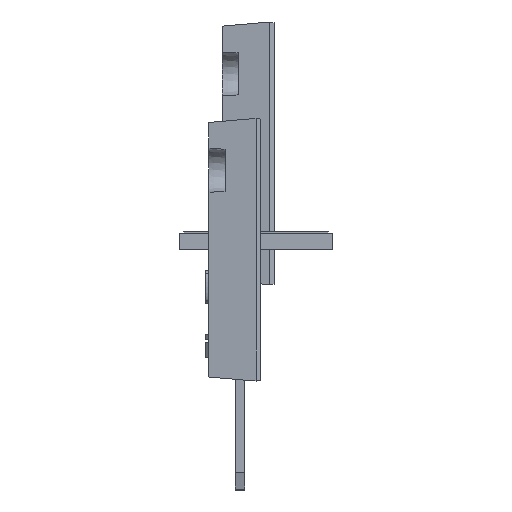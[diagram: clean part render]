
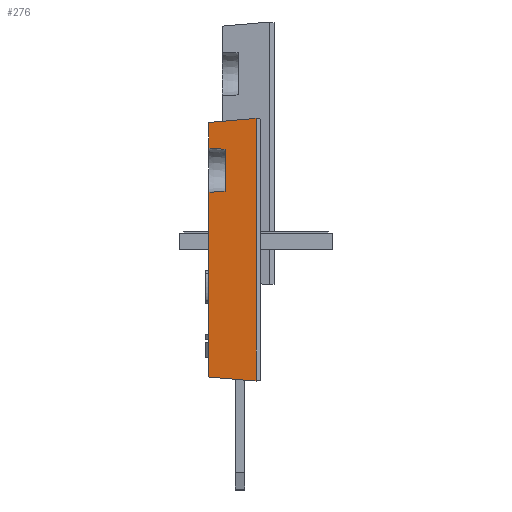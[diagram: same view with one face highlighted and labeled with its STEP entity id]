
A CAD part, left-side view. The second image highlights one B-rep face of the part: STEP entity #276.
In plain terms, the highlighted planar face has unit normal (-0.996, 0.087, 0).
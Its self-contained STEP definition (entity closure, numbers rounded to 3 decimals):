
#276 = ADVANCED_FACE( '', ( #668 ), #669, .T. );
#668 = FACE_OUTER_BOUND( '', #1196, .T. );
#669 = PLANE( '', #1197 );
#1196 = EDGE_LOOP( '', ( #1929, #1930, #1931, #1932, #1933, #1934, #1935, #1936 ) );
#1197 = AXIS2_PLACEMENT_3D( '', #1937, #1938, #1939 );
#1929 = ORIENTED_EDGE( '', *, *, #3403, .T. );
#1930 = ORIENTED_EDGE( '', *, *, #3269, .T. );
#1931 = ORIENTED_EDGE( '', *, *, #3256, .F. );
#1932 = ORIENTED_EDGE( '', *, *, #3268, .T. );
#1933 = ORIENTED_EDGE( '', *, *, #3404, .T. );
#1934 = ORIENTED_EDGE( '', *, *, #3405, .T. );
#1935 = ORIENTED_EDGE( '', *, *, #3406, .F. );
#1936 = ORIENTED_EDGE( '', *, *, #3407, .F. );
#1937 = CARTESIAN_POINT( '', ( -5.2, 0., 0. ) );
#1938 = DIRECTION( '', ( -0.996, 0.087, 0. ) );
#1939 = DIRECTION( '', ( -0.087, -0.996, 0. ) );
#3256 = EDGE_CURVE( '', #3870, #3871, #3872, .T. );
#3268 = EDGE_CURVE( '', #3870, #3889, #3892, .F. );
#3269 = EDGE_CURVE( '', #3890, #3871, #3893, .F. );
#3403 = EDGE_CURVE( '', #4118, #3890, #4119, .T. );
#3404 = EDGE_CURVE( '', #3889, #4120, #4121, .T. );
#3405 = EDGE_CURVE( '', #4120, #3932, #4122, .T. );
#3406 = EDGE_CURVE( '', #4123, #3932, #4124, .F. );
#3407 = EDGE_CURVE( '', #4118, #4123, #4125, .T. );
#3870 = VERTEX_POINT( '', #4754 );
#3871 = VERTEX_POINT( '', #4755 );
#3872 = LINE( '', #4756, #4757 );
#3889 = VERTEX_POINT( '', #4814 );
#3890 = VERTEX_POINT( '', #4815 );
#3892 = ELLIPSE( '', #4817, 24.201, 1.689 );
#3893 = ELLIPSE( '', #4818, 24.201, 1.689 );
#3932 = VERTEX_POINT( '', #4872 );
#4118 = VERTEX_POINT( '', #5144 );
#4119 = LINE( '', #5145, #5146 );
#4120 = VERTEX_POINT( '', #5147 );
#4121 = LINE( '', #5148, #5149 );
#4122 = LINE( '', #5150, #5151 );
#4123 = VERTEX_POINT( '', #5152 );
#4124 = LINE( '', #5153, #5154 );
#4125 = LINE( '', #5155, #5156 );
#4754 = CARTESIAN_POINT( '', ( -5.034, 1.9, 3.603 ) );
#4755 = CARTESIAN_POINT( '', ( -5.034, 1.9, 6.197 ) );
#4756 = CARTESIAN_POINT( '', ( -5.034, 1.9, 0. ) );
#4757 = VECTOR( '', #6172, 1000. );
#4814 = CARTESIAN_POINT( '', ( -4.946, 2.9, 3.548 ) );
#4815 = CARTESIAN_POINT( '', ( -4.946, 2.9, 6.252 ) );
#4817 = AXIS2_PLACEMENT_3D( '', #6183, #6184, #6185 );
#4818 = AXIS2_PLACEMENT_3D( '', #6186, #6187, #6188 );
#4872 = CARTESIAN_POINT( '', ( -5.2, 0., -8.1 ) );
#5144 = CARTESIAN_POINT( '', ( -4.946, 2.9, 7.846 ) );
#5145 = CARTESIAN_POINT( '', ( -4.946, 2.9, 8.1 ) );
#5146 = VECTOR( '', #6309, 1000. );
#5147 = CARTESIAN_POINT( '', ( -4.946, 2.9, -7.846 ) );
#5148 = CARTESIAN_POINT( '', ( -4.946, 2.9, 8.1 ) );
#5149 = VECTOR( '', #6310, 1000. );
#5150 = CARTESIAN_POINT( '', ( -5.139, 0.698, -8.039 ) );
#5151 = VECTOR( '', #6311, 1000. );
#5152 = CARTESIAN_POINT( '', ( -5.2, 0., 8.1 ) );
#5153 = CARTESIAN_POINT( '', ( -5.2, 0., 0. ) );
#5154 = VECTOR( '', #6312, 1000. );
#5155 = CARTESIAN_POINT( '', ( -5.161, 0.448, 8.061 ) );
#5156 = VECTOR( '', #6313, 1000. );
#6172 = DIRECTION( '', ( 0., 0., 1. ) );
#6183 = CARTESIAN_POINT( '', ( -3.683, 17.342, 4.9 ) );
#6184 = DIRECTION( '', ( -0.996, 0.087, 0. ) );
#6185 = DIRECTION( '', ( 0.087, 0.996, 0. ) );
#6186 = CARTESIAN_POINT( '', ( -3.683, 17.342, 4.9 ) );
#6187 = DIRECTION( '', ( -0.996, 0.087, 0. ) );
#6188 = DIRECTION( '', ( 0.087, 0.996, 0. ) );
#6309 = DIRECTION( '', ( 0., 0., -1. ) );
#6310 = DIRECTION( '', ( 0., 0., -1. ) );
#6311 = DIRECTION( '', ( -0.087, -0.992, -0.087 ) );
#6312 = DIRECTION( '', ( 0., 0., 1. ) );
#6313 = DIRECTION( '', ( -0.087, -0.992, 0.087 ) );
